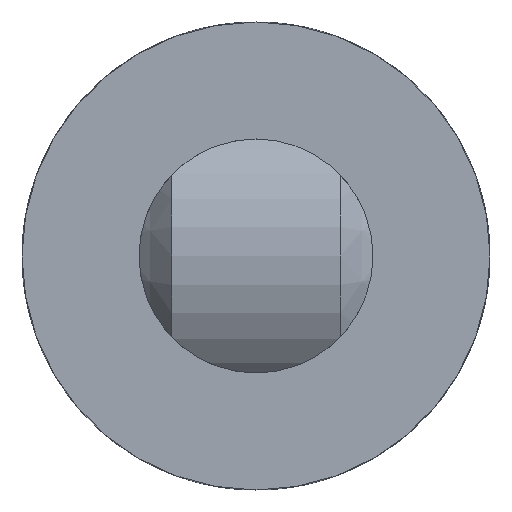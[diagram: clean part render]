
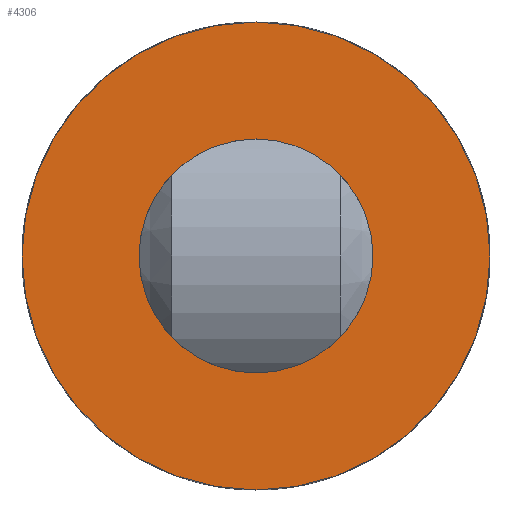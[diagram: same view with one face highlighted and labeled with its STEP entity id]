
A CAD part, left-side view. The second image highlights one B-rep face of the part: STEP entity #4306.
In plain terms, the highlighted face is planar.
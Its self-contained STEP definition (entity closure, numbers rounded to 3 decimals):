
#719=PLANE('',#4766);
#1497=VERTEX_POINT('',#7291);
#1529=VERTEX_POINT('',#7720);
#1810=CIRCLE('',#4744,1.25);
#1816=CIRCLE('',#4765,2.5);
#2255=EDGE_CURVE('',#1497,#1497,#1810,.T.);
#2301=EDGE_CURVE('',#1529,#1529,#1816,.T.);
#3336=ORIENTED_EDGE('',*,*,#2255,.T.);
#3337=ORIENTED_EDGE('',*,*,#2301,.F.);
#3763=EDGE_LOOP('',(#3336));
#3764=EDGE_LOOP('',(#3337));
#4054=FACE_BOUND('',#3763,.T.);
#4055=FACE_BOUND('',#3764,.T.);
#4306=ADVANCED_FACE('',(#4054,#4055),#719,.T.);
#4744=AXIS2_PLACEMENT_3D('',#7290,#5738,#5739);
#4765=AXIS2_PLACEMENT_3D('',#7719,#5792,#5793);
#4766=AXIS2_PLACEMENT_3D('',#7721,#5794,$);
#5738=DIRECTION('',(0.,0.,-1.));
#5739=DIRECTION('',(1.25,0.,0.));
#5792=DIRECTION('',(0.,0.,-1.));
#5793=DIRECTION('',(2.5,0.,0.));
#5794=DIRECTION('',(0.,0.,1.));
#7290=CARTESIAN_POINT('',(0.,0.,5.2));
#7291=CARTESIAN_POINT('',(-1.25,0.,5.2));
#7719=CARTESIAN_POINT('',(0.,0.,5.2));
#7720=CARTESIAN_POINT('',(2.5,0.,5.2));
#7721=CARTESIAN_POINT('',(0.,0.,5.2));
